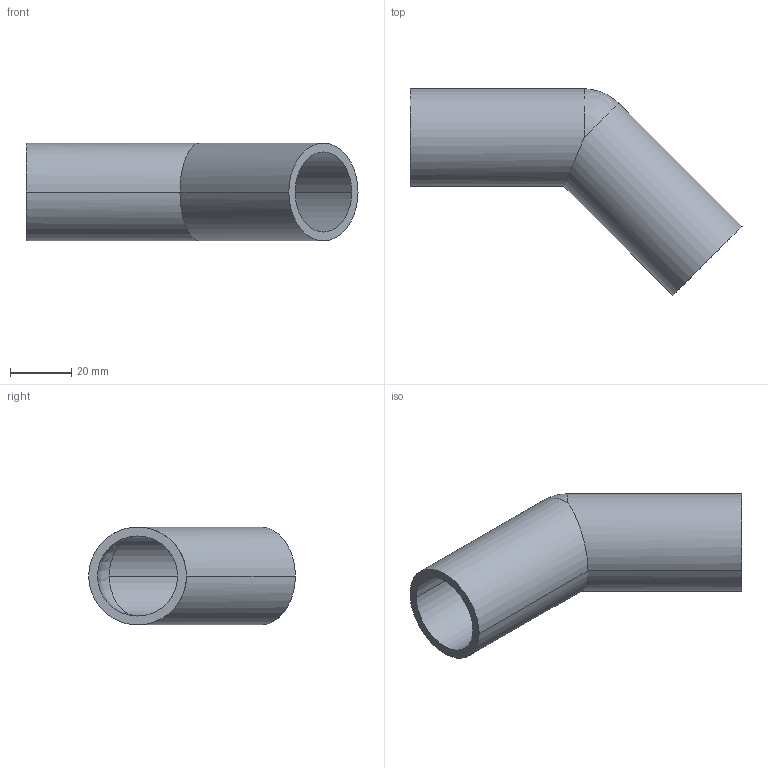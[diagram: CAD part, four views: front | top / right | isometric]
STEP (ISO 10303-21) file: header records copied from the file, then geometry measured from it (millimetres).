
FILE_DESCRIPTION( ( '' ), '1' );
FILE_NAME( 'AGRU_11060003211_PPR_grau_Winkel_45°_32X2_9__SDR11__ISO_S-5_10.stp', '2018-02-07T12:06:05', ( '' ), ( '' ), ' ', ' ', ' ' );
FILE_SCHEMA( ( 'automotive_design' ) );
Length unit declared in the file: millimetre
Products named in the file (1): 1
Bounding box: 108.62 x 67.62 x 32 mm (x, y, z)
Volume: 30170.6 mm3; surface area: 21337.3 mm2
Topology: 1 solids, 1 shells, 12 faces, 32 edges, 18 vertices
Faces by surface type: cylinder 8, sphere 2, plane 2
Entity records: 710 total; most frequent: DIRECTION 74, STYLED_ITEM 59, PRESENTATION_STYLE_ASSIGNMENT 59, CARTESIAN_POINT 59, COLOUR_RGB 59, ORIENTED_EDGE 56, AXIS2_PLACEMENT_3D 33, EDGE_CURVE 28
